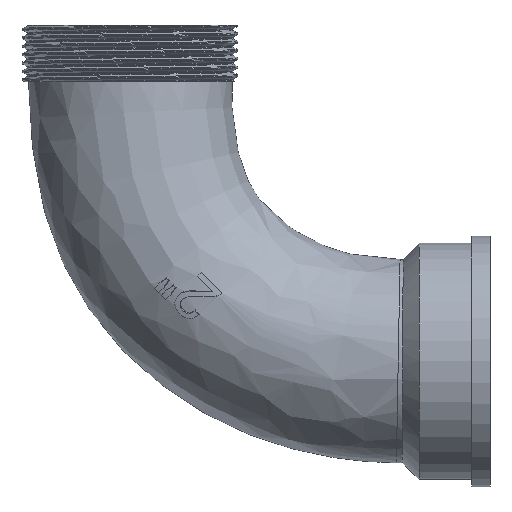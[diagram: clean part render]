
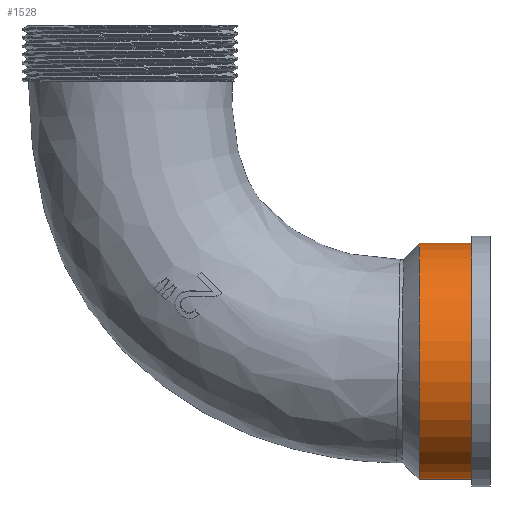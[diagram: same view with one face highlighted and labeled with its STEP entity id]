
A CAD part, top view. The second image highlights one B-rep face of the part: STEP entity #1528.
In plain terms, the highlighted cylindrical face has radius 32.5 mm (diameter 65 mm), a full revolution.
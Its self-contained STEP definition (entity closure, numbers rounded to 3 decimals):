
#127=FACE_OUTER_BOUND('',#221,.T.);
#221=EDGE_LOOP('',(#1140,#1141,#1142,#1143));
#300=CIRCLE('',#1630,32.5);
#303=CIRCLE('',#1635,32.5);
#490=LINE('',#7366,#552);
#552=VECTOR('',#1736,32.5);
#648=VERTEX_POINT('',#3313);
#651=VERTEX_POINT('',#3323);
#824=EDGE_CURVE('',#648,#648,#300,.T.);
#829=EDGE_CURVE('',#651,#651,#303,.T.);
#843=EDGE_CURVE('',#651,#648,#490,.T.);
#1140=ORIENTED_EDGE('',*,*,#829,.T.);
#1141=ORIENTED_EDGE('',*,*,#843,.T.);
#1142=ORIENTED_EDGE('',*,*,#824,.F.);
#1143=ORIENTED_EDGE('',*,*,#843,.F.);
#1496=CYLINDRICAL_SURFACE('',#1637,32.5);
#1528=ADVANCED_FACE('',(#127),#1496,.T.);
#1630=AXIS2_PLACEMENT_3D('',#3314,#1718,#1719);
#1635=AXIS2_PLACEMENT_3D('',#3324,#1730,#1731);
#1637=AXIS2_PLACEMENT_3D('',#7365,#1734,#1735);
#1718=DIRECTION('center_axis',(-1.,0.,0.));
#1719=DIRECTION('ref_axis',(0.,1.,0.));
#1730=DIRECTION('center_axis',(-1.,0.,0.));
#1731=DIRECTION('ref_axis',(0.,1.,0.));
#1734=DIRECTION('center_axis',(1.,0.,0.));
#1735=DIRECTION('ref_axis',(0.,1.,0.));
#1736=DIRECTION('',(-1.,0.,0.));
#3313=CARTESIAN_POINT('',(-19.5,-125.,0.));
#3314=CARTESIAN_POINT('Origin',(-19.5,-92.5,0.));
#3323=CARTESIAN_POINT('',(-5.,-125.,0.));
#3324=CARTESIAN_POINT('Origin',(-5.,-92.5,0.));
#7365=CARTESIAN_POINT('Origin',(-23.5,-92.5,0.));
#7366=CARTESIAN_POINT('',(-23.5,-125.,0.));
